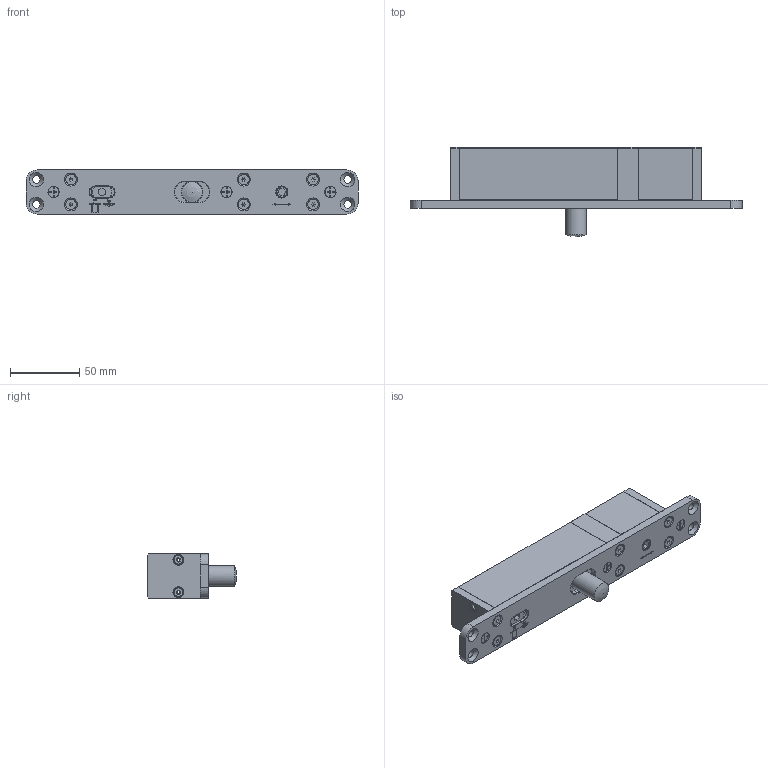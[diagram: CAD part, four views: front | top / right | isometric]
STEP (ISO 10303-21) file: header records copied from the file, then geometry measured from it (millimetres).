
FILE_DESCRIPTION (( 'STEP AP203' ), '1' );
FILE_NAME ('000625-P-TPR-Assembly dummy.STEP', '2023-02-02T15:04:13', ( '' ), ( '' ), 'SwSTEP 2.0', 'SolidWorks 2021', '' );
FILE_SCHEMA (( 'CONFIG_CONTROL_DESIGN' ));
Length unit declared in the file: millimetre
Products named in the file (1): 000625-P-TPR-Assembly dummy
Bounding box: 240 x 64.39 x 32 mm (x, y, z)
Surface area: 48786.5 mm2 (no closed solid volume)
Topology: 0 solids, 27 shells, 272 faces, 969 edges, 682 vertices
Faces by surface type: plane 183, cylinder 49, cone 31, torus 8, sphere 1
Full cylindrical faces by diameter (mm): 5.5 x4, 7 x2, 7.5 x4, 7.53 x6, 8.1 x1, 8.2 x2, 8.3 x1, 14 x1, 15 x1
Entity records: 9985 total; most frequent: CARTESIAN_POINT 1892, DIRECTION 1685, ORIENTED_EDGE 1327, EDGE_CURVE 898, VERTEX_POINT 669, VECTOR 649, LINE 649, AXIS2_PLACEMENT_3D 518
